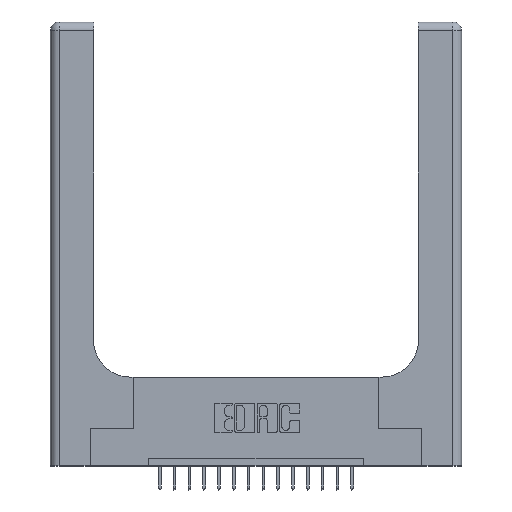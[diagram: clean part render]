
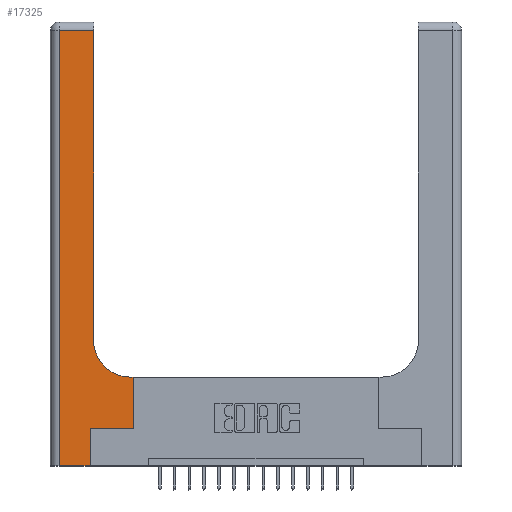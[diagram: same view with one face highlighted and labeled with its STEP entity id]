
A CAD part, top view. The second image highlights one B-rep face of the part: STEP entity #17325.
In plain terms, the highlighted planar face has unit normal (0, 0, 1).
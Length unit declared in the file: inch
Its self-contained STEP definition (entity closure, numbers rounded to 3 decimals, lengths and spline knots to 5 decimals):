
#445 = VERTEX_POINT ( 'NONE', #8401 ) ;
#669 = ORIENTED_EDGE ( 'NONE', *, *, #16793, .T. ) ;
#823 = LINE ( 'NONE', #5591, #13661 ) ;
#882 = VERTEX_POINT ( 'NONE', #19388 ) ;
#983 = CARTESIAN_POINT ( 'NONE',  ( 0.2915, 3., 0.37 ) ) ;
#1292 = CARTESIAN_POINT ( 'NONE',  ( 0.2915, 2.94, 0.37 ) ) ;
#1456 = CIRCLE ( 'NONE', #10321, 0.25 ) ;
#2376 = CARTESIAN_POINT ( 'NONE',  ( 0.269, 0., 0.37 ) ) ;
#3361 = VECTOR ( 'NONE', #3528, 39.37008 ) ;
#3448 = EDGE_CURVE ( 'NONE', #445, #5908, #823, .T. ) ;
#3528 = DIRECTION ( 'NONE',  ( -1., 0., 0. ) ) ;
#3786 = CARTESIAN_POINT ( 'NONE',  ( 0.269, 0., 0.37 ) ) ;
#4086 = ORIENTED_EDGE ( 'NONE', *, *, #12786, .T. ) ;
#4131 = CARTESIAN_POINT ( 'NONE',  ( 0., 3., 0.37 ) ) ;
#4155 = CARTESIAN_POINT ( 'NONE',  ( 0.2915, 0.6, 0.37 ) ) ;
#4577 = LINE ( 'NONE', #9628, #3361 ) ;
#4901 = EDGE_CURVE ( 'NONE', #16804, #8086, #6945, .T. ) ;
#5527 = DIRECTION ( 'NONE',  ( 1., 0., 0. ) ) ;
#5591 = CARTESIAN_POINT ( 'NONE',  ( 0.06, 3., 0.37 ) ) ;
#5668 = CARTESIAN_POINT ( 'NONE',  ( 0.5585, 0.25, 0.37 ) ) ;
#5750 = ORIENTED_EDGE ( 'NONE', *, *, #4901, .T. ) ;
#5887 = EDGE_CURVE ( 'NONE', #6298, #15951, #7650, .T. ) ;
#5908 = VERTEX_POINT ( 'NONE', #13574 ) ;
#5937 = LINE ( 'NONE', #983, #16052 ) ;
#6298 = VERTEX_POINT ( 'NONE', #9596 ) ;
#6449 = EDGE_CURVE ( 'NONE', #19516, #12841, #5937, .T. ) ;
#6945 = LINE ( 'NONE', #2376, #19216 ) ;
#7247 = VECTOR ( 'NONE', #14621, 39.37008 ) ;
#7343 = DIRECTION ( 'NONE',  ( 0., 0., -1. ) ) ;
#7650 = LINE ( 'NONE', #5668, #9030 ) ;
#8086 = VERTEX_POINT ( 'NONE', #14671 ) ;
#8285 = ORIENTED_EDGE ( 'NONE', *, *, #13676, .T. ) ;
#8375 = EDGE_LOOP ( 'NONE', ( #9912, #11267, #8870, #19256, #5750, #8285, #18019, #4086, #669 ) ) ;
#8401 = CARTESIAN_POINT ( 'NONE',  ( 0.06, 2.94, 0.37 ) ) ;
#8640 = PLANE ( 'NONE',  #11573 ) ;
#8717 = EDGE_CURVE ( 'NONE', #5908, #16804, #9874, .T. ) ;
#8870 = ORIENTED_EDGE ( 'NONE', *, *, #3448, .T. ) ;
#9030 = VECTOR ( 'NONE', #14459, 39.37008 ) ;
#9596 = CARTESIAN_POINT ( 'NONE',  ( 0.5585, 0.25, 0.37 ) ) ;
#9628 = CARTESIAN_POINT ( 'NONE',  ( 0., 2.94, 0.37 ) ) ;
#9874 = LINE ( 'NONE', #14976, #10868 ) ;
#9912 = ORIENTED_EDGE ( 'NONE', *, *, #6449, .T. ) ;
#10091 = DIRECTION ( 'NONE',  ( 0., -1., 0. ) ) ;
#10181 = DIRECTION ( 'NONE',  ( 0., 1., 0. ) ) ;
#10321 = AXIS2_PLACEMENT_3D ( 'NONE', #16368, #17830, #16298 ) ;
#10799 = CARTESIAN_POINT ( 'NONE',  ( 0.2915, 0.85, 0.37 ) ) ;
#10868 = VECTOR ( 'NONE', #16469, 39.37008 ) ;
#11235 = EDGE_CURVE ( 'NONE', #12841, #445, #4577, .T. ) ;
#11267 = ORIENTED_EDGE ( 'NONE', *, *, #11235, .T. ) ;
#11545 = CARTESIAN_POINT ( 'NONE',  ( 0.269, 0.25, 0.37 ) ) ;
#11573 = AXIS2_PLACEMENT_3D ( 'NONE', #4131, #7343, #19280 ) ;
#12316 = FACE_OUTER_BOUND ( 'NONE', #8375, .T. ) ;
#12786 = EDGE_CURVE ( 'NONE', #15951, #882, #17153, .T. ) ;
#12841 = VERTEX_POINT ( 'NONE', #1292 ) ;
#13574 = CARTESIAN_POINT ( 'NONE',  ( 0.06, 0., 0.37 ) ) ;
#13661 = VECTOR ( 'NONE', #10091, 39.37008 ) ;
#13676 = EDGE_CURVE ( 'NONE', #8086, #6298, #19510, .T. ) ;
#14459 = DIRECTION ( 'NONE',  ( 0., 1., 0. ) ) ;
#14621 = DIRECTION ( 'NONE',  ( -1., 0., 0. ) ) ;
#14671 = CARTESIAN_POINT ( 'NONE',  ( 0.269, 0.25, 0.37 ) ) ;
#14976 = CARTESIAN_POINT ( 'NONE',  ( 0., 0., 0.37 ) ) ;
#15951 = VERTEX_POINT ( 'NONE', #18386 ) ;
#16052 = VECTOR ( 'NONE', #10181, 39.37008 ) ;
#16298 = DIRECTION ( 'NONE',  ( 1., 0., 0. ) ) ;
#16368 = CARTESIAN_POINT ( 'NONE',  ( 0.5415, 0.85, 0.37 ) ) ;
#16469 = DIRECTION ( 'NONE',  ( 1., 0., 0. ) ) ;
#16793 = EDGE_CURVE ( 'NONE', #882, #19516, #1456, .T. ) ;
#16804 = VERTEX_POINT ( 'NONE', #3786 ) ;
#17153 = LINE ( 'NONE', #4155, #7247 ) ;
#17325 = ADVANCED_FACE ( 'NONE', ( #12316 ), #8640, .F. ) ;
#17830 = DIRECTION ( 'NONE',  ( 0., 0., -1. ) ) ;
#18019 = ORIENTED_EDGE ( 'NONE', *, *, #5887, .T. ) ;
#18386 = CARTESIAN_POINT ( 'NONE',  ( 0.5585, 0.6, 0.37 ) ) ;
#18547 = VECTOR ( 'NONE', #5527, 39.37008 ) ;
#19067 = DIRECTION ( 'NONE',  ( 0., 1., 0. ) ) ;
#19216 = VECTOR ( 'NONE', #19067, 39.37008 ) ;
#19256 = ORIENTED_EDGE ( 'NONE', *, *, #8717, .T. ) ;
#19280 = DIRECTION ( 'NONE',  ( -1., 0., 0. ) ) ;
#19388 = CARTESIAN_POINT ( 'NONE',  ( 0.5415, 0.6, 0.37 ) ) ;
#19510 = LINE ( 'NONE', #11545, #18547 ) ;
#19516 = VERTEX_POINT ( 'NONE', #10799 ) ;
